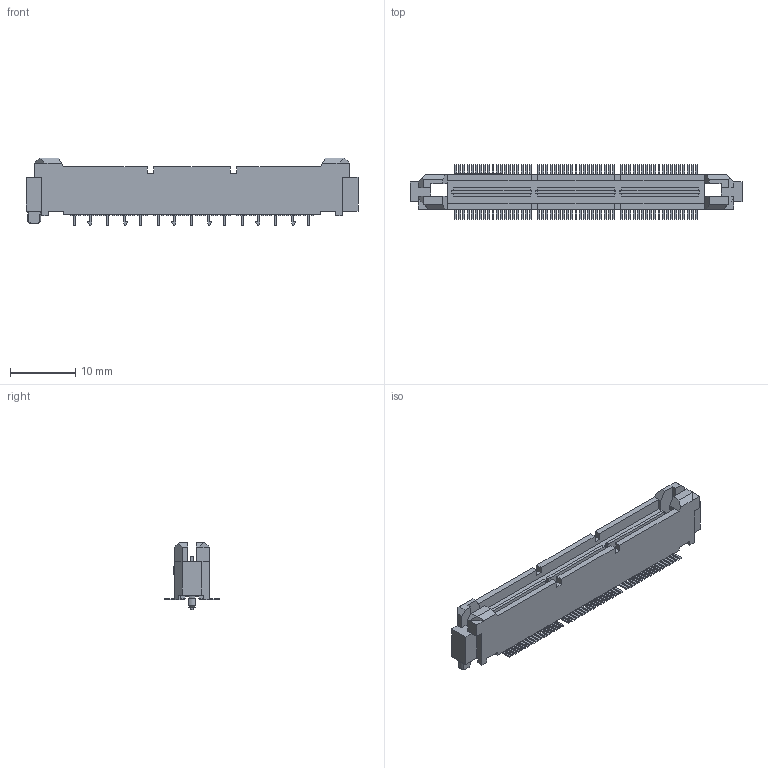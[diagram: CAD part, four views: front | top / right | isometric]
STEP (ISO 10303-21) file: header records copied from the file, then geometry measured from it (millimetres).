
FILE_DESCRIPTION((''),'2;1');
FILE_NAME('TYCO_767139-3.stp','2010-11-15T15:24:45',(''),(''),'Mechanical Desktop 2011','Mechanical Desktop 2011',', , ');
FILE_SCHEMA(('AUTOMOTIVE_DESIGN { 1 2 10303 214 1 1 1 1 }'));
Length unit declared in the file: millimetre
Products named in the file (1): Product
Bounding box: 50.8 x 8.33 x 10.39 mm (x, y, z)
Volume: 1526.1 mm3; surface area: 2471.4 mm2
Topology: 130 solids, 130 shells, 1480 faces, 3623 edges, 2408 vertices
Faces by surface type: plane 721, bspline 602, cylinder 153, cone 4
Entity records: 44705 total; most frequent: CARTESIAN_POINT 11132, ORIENTED_EDGE 7246, DIRECTION 5925, EDGE_CURVE 3623, VECTOR 3055, LINE 3055, VERTEX_POINT 2408, EDGE_LOOP 1489
